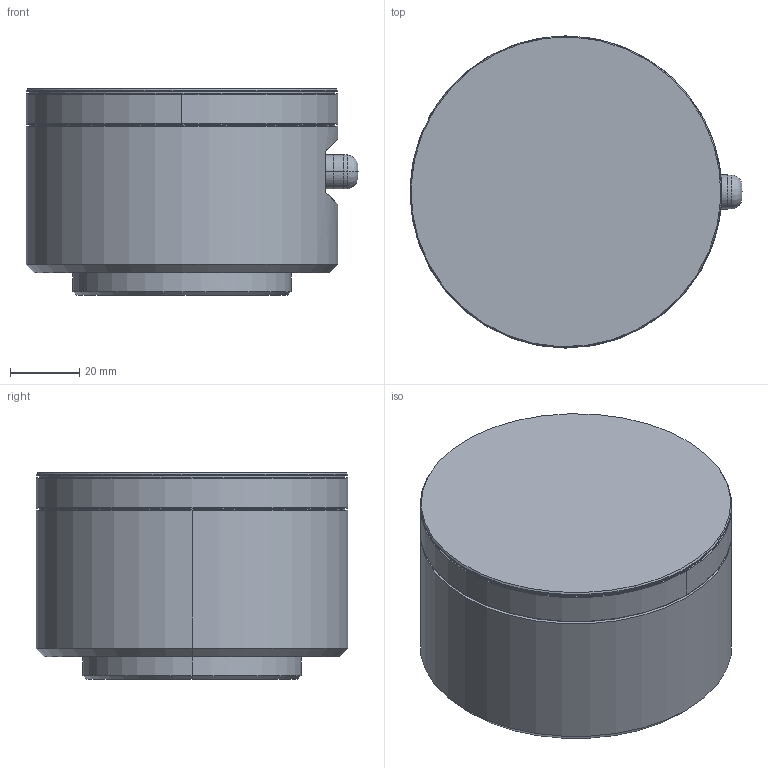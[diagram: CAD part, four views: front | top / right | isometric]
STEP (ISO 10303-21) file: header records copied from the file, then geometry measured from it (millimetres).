
FILE_DESCRIPTION(('FreeCAD Model'),'2;1');
FILE_NAME('Open CASCADE Shape Model','2021-11-15T01:43:00',('Author'),( ''),'Open CASCADE STEP processor 7.4','FreeCAD','Unknown');
FILE_SCHEMA(('CONFIG_CONTROL_DESIGN','SHAPE_APPEARANCE_LAYER_MIM'));
Length unit declared in the file: millimetre
Products named in the file (1): Compound021
Bounding box: 95.8 x 90 x 59.65 mm (x, y, z)
Volume: 350538.5 mm3; surface area: 31479.5 mm2
Topology: 1 solids, 1 shells, 124 faces, 255 edges, 150 vertices
Faces by surface type: cylinder 50, cone 36, plane 24, torus 12, revolution 2
Entity records: 7823 total; most frequent: CARTESIAN_POINT 1628, DIRECTION 1081, ORIENTED_EDGE 502, PCURVE 502, DEFINITIONAL_REPRESENTATION 502, LINE 497, VECTOR 497, AXIS2_PLACEMENT_3D 279
